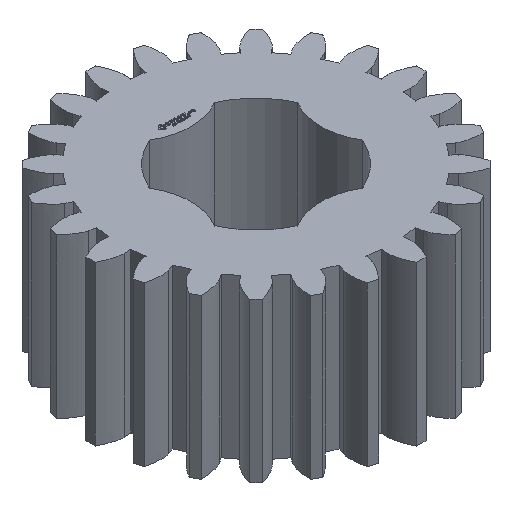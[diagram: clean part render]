
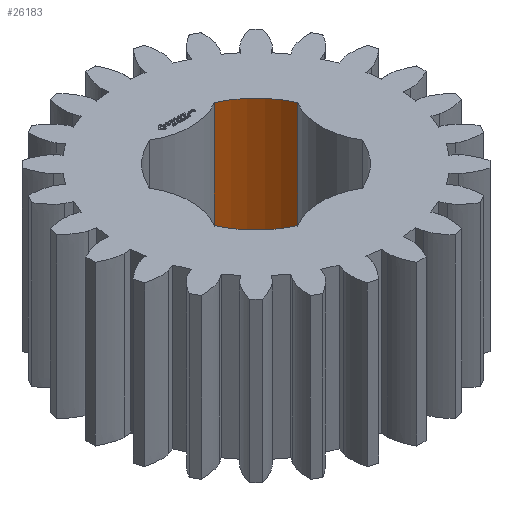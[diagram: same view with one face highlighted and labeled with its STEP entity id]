
A CAD part, isometric view. The second image highlights one B-rep face of the part: STEP entity #26183.
In plain terms, the highlighted cylindrical face has radius 6.35 mm (diameter 12.7 mm), a partial arc.
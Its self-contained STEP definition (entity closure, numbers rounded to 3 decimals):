
#93 = PLANE('',#94);
#94 = AXIS2_PLACEMENT_3D('',#95,#96,#97);
#95 = CARTESIAN_POINT('',(0.,0.,12.5)
  );
#96 = DIRECTION('',(0.,0.,1.));
#97 = DIRECTION('',(1.,0.,0.));
#168 = PLANE('',#169);
#169 = AXIS2_PLACEMENT_3D('',#170,#171,#172);
#170 = CARTESIAN_POINT('',(0.,0.,0.));
#171 = DIRECTION('',(0.,0.,1.));
#172 = DIRECTION('',(1.,0.,0.));
#7082 = VERTEX_POINT('',#7083);
#7083 = CARTESIAN_POINT('',(2.55,5.816,0.));
#7098 = CYLINDRICAL_SURFACE('',#7099,4.9);
#7099 = AXIS2_PLACEMENT_3D('',#7100,#7101,#7102);
#7100 = CARTESIAN_POINT('',(0.,10.,0.));
#7101 = DIRECTION('',(0.,-0.,-1.));
#7102 = DIRECTION('',(0.707,0.707,0.));
#7110 = EDGE_CURVE('',#7111,#7082,#7113,.T.);
#7111 = VERTEX_POINT('',#7112);
#7112 = CARTESIAN_POINT('',(5.816,2.55,0.));
#7113 = SURFACE_CURVE('',#7114,(#7119,#7126),.PCURVE_S1.);
#7114 = CIRCLE('',#7115,6.35);
#7115 = AXIS2_PLACEMENT_3D('',#7116,#7117,#7118);
#7116 = CARTESIAN_POINT('',(0.,0.,0.));
#7117 = DIRECTION('',(0.,-0.,1.));
#7118 = DIRECTION('',(0.707,0.707,0.));
#7119 = PCURVE('',#168,#7120);
#7120 = DEFINITIONAL_REPRESENTATION('',(#7121),#7125);
#7121 = CIRCLE('',#7122,6.35);
#7122 = AXIS2_PLACEMENT_2D('',#7123,#7124);
#7123 = CARTESIAN_POINT('',(0.,0.));
#7124 = DIRECTION('',(0.707,0.707));
#7125 = ( GEOMETRIC_REPRESENTATION_CONTEXT(2) 
PARAMETRIC_REPRESENTATION_CONTEXT() REPRESENTATION_CONTEXT('2D SPACE',''
  ) );
#7126 = PCURVE('',#7127,#7132);
#7127 = CYLINDRICAL_SURFACE('',#7128,6.35);
#7128 = AXIS2_PLACEMENT_3D('',#7129,#7130,#7131);
#7129 = CARTESIAN_POINT('',(0.,0.,0.));
#7130 = DIRECTION('',(0.,-0.,-1.));
#7131 = DIRECTION('',(0.707,0.707,0.));
#7132 = DEFINITIONAL_REPRESENTATION('',(#7133),#7137);
#7133 = LINE('',#7134,#7135);
#7134 = CARTESIAN_POINT('',(-0.,0.));
#7135 = VECTOR('',#7136,1.);
#7136 = DIRECTION('',(-1.,0.));
#7137 = ( GEOMETRIC_REPRESENTATION_CONTEXT(2) 
PARAMETRIC_REPRESENTATION_CONTEXT() REPRESENTATION_CONTEXT('2D SPACE',''
  ) );
#7156 = CYLINDRICAL_SURFACE('',#7157,4.9);
#7157 = AXIS2_PLACEMENT_3D('',#7158,#7159,#7160);
#7158 = CARTESIAN_POINT('',(10.,0.,0.));
#7159 = DIRECTION('',(0.,-0.,-1.));
#7160 = DIRECTION('',(0.707,0.707,0.));
#12122 = VERTEX_POINT('',#12123);
#12123 = CARTESIAN_POINT('',(2.55,5.816,12.5));
#12145 = EDGE_CURVE('',#12146,#12122,#12148,.T.);
#12146 = VERTEX_POINT('',#12147);
#12147 = CARTESIAN_POINT('',(5.816,2.55,12.5));
#12148 = SURFACE_CURVE('',#12149,(#12154,#12161),.PCURVE_S1.);
#12149 = CIRCLE('',#12150,6.35);
#12150 = AXIS2_PLACEMENT_3D('',#12151,#12152,#12153);
#12151 = CARTESIAN_POINT('',(0.,0.,12.5)
  );
#12152 = DIRECTION('',(0.,-0.,1.));
#12153 = DIRECTION('',(0.707,0.707,0.));
#12154 = PCURVE('',#93,#12155);
#12155 = DEFINITIONAL_REPRESENTATION('',(#12156),#12160);
#12156 = CIRCLE('',#12157,6.35);
#12157 = AXIS2_PLACEMENT_2D('',#12158,#12159);
#12158 = CARTESIAN_POINT('',(0.,0.));
#12159 = DIRECTION('',(0.707,0.707));
#12160 = ( GEOMETRIC_REPRESENTATION_CONTEXT(2) 
PARAMETRIC_REPRESENTATION_CONTEXT() REPRESENTATION_CONTEXT('2D SPACE',''
  ) );
#12161 = PCURVE('',#7127,#12162);
#12162 = DEFINITIONAL_REPRESENTATION('',(#12163),#12167);
#12163 = LINE('',#12164,#12165);
#12164 = CARTESIAN_POINT('',(-0.,-12.5));
#12165 = VECTOR('',#12166,1.);
#12166 = DIRECTION('',(-1.,0.));
#12167 = ( GEOMETRIC_REPRESENTATION_CONTEXT(2) 
PARAMETRIC_REPRESENTATION_CONTEXT() REPRESENTATION_CONTEXT('2D SPACE',''
  ) );
#26160 = EDGE_CURVE('',#7111,#12146,#26161,.T.);
#26161 = SURFACE_CURVE('',#26162,(#26166,#26173),.PCURVE_S1.);
#26162 = LINE('',#26163,#26164);
#26163 = CARTESIAN_POINT('',(5.816,2.55,0.));
#26164 = VECTOR('',#26165,1.);
#26165 = DIRECTION('',(0.,0.,1.));
#26166 = PCURVE('',#7156,#26167);
#26167 = DEFINITIONAL_REPRESENTATION('',(#26168),#26172);
#26168 = LINE('',#26169,#26170);
#26169 = CARTESIAN_POINT('',(-1.809,0.));
#26170 = VECTOR('',#26171,1.);
#26171 = DIRECTION('',(-0.,-1.));
#26172 = ( GEOMETRIC_REPRESENTATION_CONTEXT(2) 
PARAMETRIC_REPRESENTATION_CONTEXT() REPRESENTATION_CONTEXT('2D SPACE',''
  ) );
#26173 = PCURVE('',#7127,#26174);
#26174 = DEFINITIONAL_REPRESENTATION('',(#26175),#26179);
#26175 = LINE('',#26176,#26177);
#26176 = CARTESIAN_POINT('',(-5.911,0.));
#26177 = VECTOR('',#26178,1.);
#26178 = DIRECTION('',(-0.,-1.));
#26179 = ( GEOMETRIC_REPRESENTATION_CONTEXT(2) 
PARAMETRIC_REPRESENTATION_CONTEXT() REPRESENTATION_CONTEXT('2D SPACE',''
  ) );
#26183 = ADVANCED_FACE('',(#26184),#7127,.F.);
#26184 = FACE_BOUND('',#26185,.T.);
#26185 = EDGE_LOOP('',(#26186,#26187,#26188,#26209));
#26186 = ORIENTED_EDGE('',*,*,#26160,.T.);
#26187 = ORIENTED_EDGE('',*,*,#12145,.T.);
#26188 = ORIENTED_EDGE('',*,*,#26189,.F.);
#26189 = EDGE_CURVE('',#7082,#12122,#26190,.T.);
#26190 = SURFACE_CURVE('',#26191,(#26195,#26202),.PCURVE_S1.);
#26191 = LINE('',#26192,#26193);
#26192 = CARTESIAN_POINT('',(2.55,5.816,0.));
#26193 = VECTOR('',#26194,1.);
#26194 = DIRECTION('',(0.,0.,1.));
#26195 = PCURVE('',#7127,#26196);
#26196 = DEFINITIONAL_REPRESENTATION('',(#26197),#26201);
#26197 = LINE('',#26198,#26199);
#26198 = CARTESIAN_POINT('',(-6.655,0.));
#26199 = VECTOR('',#26200,1.);
#26200 = DIRECTION('',(-0.,-1.));
#26201 = ( GEOMETRIC_REPRESENTATION_CONTEXT(2) 
PARAMETRIC_REPRESENTATION_CONTEXT() REPRESENTATION_CONTEXT('2D SPACE',''
  ) );
#26202 = PCURVE('',#7098,#26203);
#26203 = DEFINITIONAL_REPRESENTATION('',(#26204),#26208);
#26204 = LINE('',#26205,#26206);
#26205 = CARTESIAN_POINT('',(-4.474,0.));
#26206 = VECTOR('',#26207,1.);
#26207 = DIRECTION('',(-0.,-1.));
#26208 = ( GEOMETRIC_REPRESENTATION_CONTEXT(2) 
PARAMETRIC_REPRESENTATION_CONTEXT() REPRESENTATION_CONTEXT('2D SPACE',''
  ) );
#26209 = ORIENTED_EDGE('',*,*,#7110,.F.);
